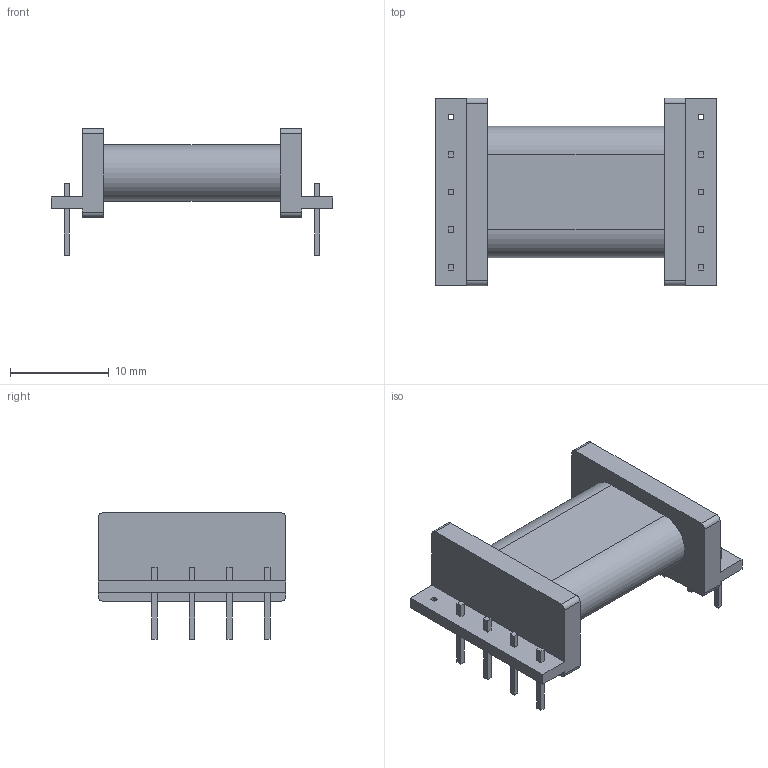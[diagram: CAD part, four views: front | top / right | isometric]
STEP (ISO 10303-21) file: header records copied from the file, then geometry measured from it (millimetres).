
FILE_DESCRIPTION(/* description */ ('STEP AP214'),/* implementation_level */ '2;1');
FILE_NAME(/* name */ '60ff61a96a0aa7459b4c9f25',/* time_stamp */ '2021-07-27T01:30:17+00:00',/* author */ (''),/* organization */ (''),/* preprocessor_version */ 'ST-DEVELOPER v18.1',/* originating_system */ ' ',/* authorisation */ ' ');
FILE_SCHEMA (('AUTOMOTIVE_DESIGN {1 0 10303 214 3 1 1}'));
Length unit declared in the file: metre
Products named in the file (1): COTO 80D84157B0 8503-0001
Bounding box: 28.55 x 19 x 12.8 mm (x, y, z)
Volume: 2134.8 mm3; surface area: 1737.7 mm2
Topology: 1 solids, 1 shells, 120 faces, 300 edges, 200 vertices
Faces by surface type: plane 110, cylinder 10
Entity records: 4349 total; most frequent: CARTESIAN_POINT 621, ORIENTED_EDGE 600, DIRECTION 562, EDGE_CURVE 300, LINE 280, VECTOR 280, VERTEX_POINT 200, EDGE_LOOP 142
